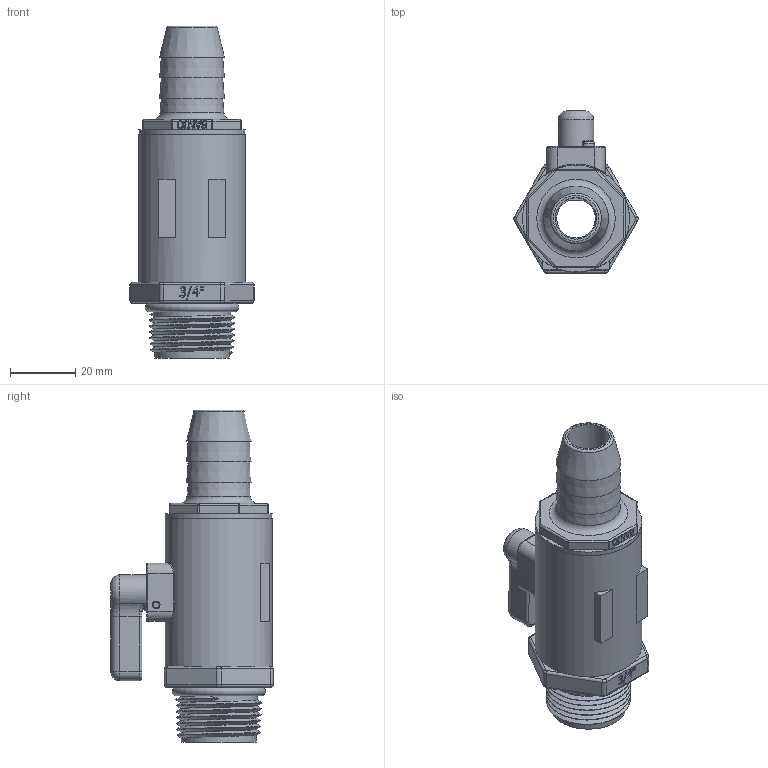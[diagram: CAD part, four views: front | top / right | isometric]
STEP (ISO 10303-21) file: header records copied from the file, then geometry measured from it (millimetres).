
FILE_DESCRIPTION(/* description */ ('1/2" MICRO-VALVE BODY'),/* implementation_level */ '2;1');
FILE_NAME(/* name */ 'LVHB075MTV.stp',/* time_stamp */ '2013-11-18T14:14:54-05:00',/* author */ ('mclevenger'),/* organization */ (''),/* preprocessor_version */ 'ST-DEVELOPER v15.2',/* originating_system */ 'Autodesk Inventor 2014',/* authorisation */ '');
FILE_SCHEMA (('AUTOMOTIVE_DESIGN { 1 0 10303 214 3 1 1 }'));
Length unit declared in the file: inch
Products named in the file (11): LV05254A; LV02153B; AQ010V; WS10002; LEV05255; LV050SUBV; LVHB07256; LV05258V; LVMT07556; 13778V; LVHB075MTV
Bounding box: 38.02 x 49.71 x 101.52 mm (x, y, z)
Volume: 51198.2 mm3; surface area: 30132.2 mm2
Topology: 10 solids, 10 shells, 701 faces, 1739 edges, 1091 vertices
Faces by surface type: plane 290, bspline 172, cylinder 133, torus 51, cone 37, sphere 18
Full cylindrical faces by diameter (mm): 2.362 x3, 6.35 x1, 6.375 x1, 9.296 x1, 9.449 x1, 9.525 x1, 9.55 x1, 10.795 x1, 12.7 x2, 13.741 x2, 17.78 x1, 25.908 x2, 26.01 x2, 26.264 x2, 26.975 x1, 27.026 x1, 29.464 x2, 32.639 x2
Entity records: 24621 total; most frequent: CARTESIAN_POINT 9538, ORIENTED_EDGE 3222, DIRECTION 2661, EDGE_CURVE 1611, VERTEX_POINT 1058, AXIS2_PLACEMENT_3D 932, EDGE_LOOP 823, LINE 797
